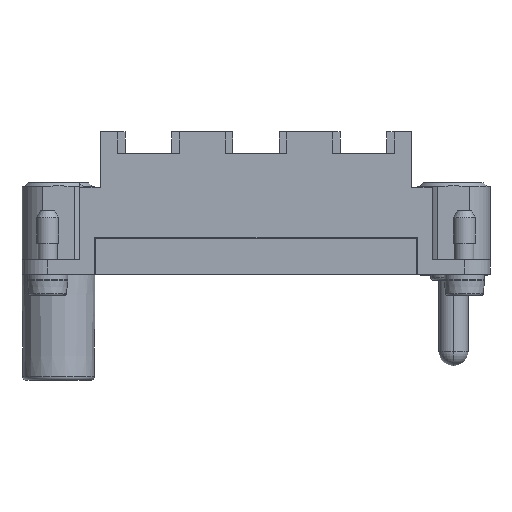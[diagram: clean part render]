
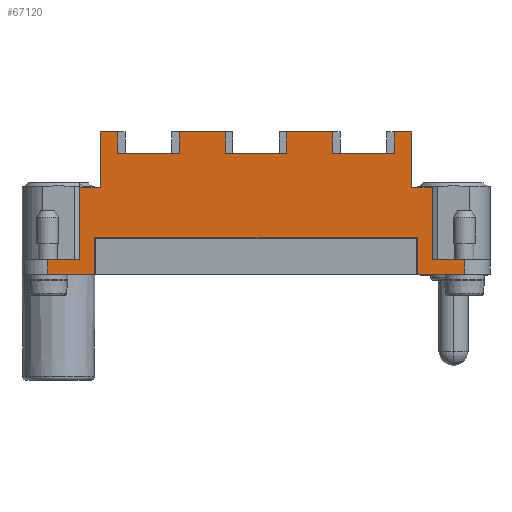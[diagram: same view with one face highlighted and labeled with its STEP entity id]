
A CAD part, front view. The second image highlights one B-rep face of the part: STEP entity #67120.
In plain terms, the highlighted face is planar.
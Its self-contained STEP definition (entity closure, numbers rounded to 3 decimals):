
#7090=CARTESIAN_POINT('',(-2.752,43.557,-34.));
#7100=VERTEX_POINT('',#7090);
#7130=CARTESIAN_POINT('',(-2.752,0.,-34.));
#7140=DIRECTION('',(0.,-1.,0.));
#7150=VECTOR('',#7140,1.);
#7160=LINE('',#7130,#7150);
#7170=CARTESIAN_POINT('',(-2.752,38.557,-34.));
#7180=VERTEX_POINT('',#7170);
#7190=EDGE_CURVE('',#7100,#7180,#7160,.T.);
#10300=CARTESIAN_POINT('',(8.788,24.057,-34.));
#10310=VERTEX_POINT('',#10300);
#10340=CARTESIAN_POINT('',(8.788,0.,-34.));
#10350=DIRECTION('',(0.,1.,0.));
#10360=VECTOR('',#10350,1.);
#10370=LINE('',#10340,#10360);
#10380=CARTESIAN_POINT('',(8.788,27.057,-34.));
#10390=VERTEX_POINT('',#10380);
#10400=EDGE_CURVE('',#10310,#10390,#10370,.T.);
#12500=CARTESIAN_POINT('',(-4.802,31.757,-34.));
#12510=VERTEX_POINT('',#12500);
#12540=CARTESIAN_POINT('',(-4.802,0.,-34.));
#12550=DIRECTION('',(0.,-1.,0.));
#12560=VECTOR('',#12550,1.);
#12570=LINE('',#12540,#12560);
#12580=CARTESIAN_POINT('',(-4.802,41.557,-34.));
#12590=VERTEX_POINT('',#12580);
#12600=EDGE_CURVE('',#12590,#12510,#12570,.T.);
#18300=CARTESIAN_POINT('',(43.398,41.557,-34.));
#18310=VERTEX_POINT('',#18300);
#18340=CARTESIAN_POINT('',(43.398,0.,-34.));
#18350=DIRECTION('',(0.,-1.,0.));
#18360=VECTOR('',#18350,1.);
#18370=LINE('',#18340,#18360);
#18380=CARTESIAN_POINT('',(43.398,31.757,-34.));
#18390=VERTEX_POINT('',#18380);
#18400=EDGE_CURVE('',#18310,#18390,#18370,.T.);
#19460=CARTESIAN_POINT('',(47.798,41.557,-34.));
#19470=VERTEX_POINT('',#19460);
#19650=CARTESIAN_POINT('',(47.798,43.557,-34.));
#19660=VERTEX_POINT('',#19650);
#19690=CARTESIAN_POINT('',(47.798,0.,-34.));
#19700=DIRECTION('',(0.,-1.,0.));
#19710=VECTOR('',#19700,1.);
#19720=LINE('',#19690,#19710);
#19730=EDGE_CURVE('',#19660,#19470,#19720,.T.);
#29760=CARTESIAN_POINT('',(0.,31.757,-34.));
#29770=DIRECTION('',(1.,0.,0.));
#29780=VECTOR('',#29770,1.);
#29790=LINE('',#29760,#29780);
#29800=CARTESIAN_POINT('',(40.588,31.757,-34.));
#29810=VERTEX_POINT('',#29800);
#29820=EDGE_CURVE('',#29810,#18390,#29790,.T.);
#30600=CARTESIAN_POINT('',(-2.012,0.,-34.));
#30610=DIRECTION('',(0.,1.,0.));
#30620=VECTOR('',#30610,1.);
#30630=LINE('',#30600,#30620);
#30640=CARTESIAN_POINT('',(-2.012,24.057,-34.));
#30650=VERTEX_POINT('',#30640);
#30660=CARTESIAN_POINT('',(-2.012,31.757,-34.));
#30670=VERTEX_POINT('',#30660);
#30680=EDGE_CURVE('',#30650,#30670,#30630,.T.);
#31210=CARTESIAN_POINT('',(38.188,24.057,-34.));
#31220=VERTEX_POINT('',#31210);
#31250=CARTESIAN_POINT('',(38.188,0.,-34.));
#31260=DIRECTION('',(0.,1.,0.));
#31270=VECTOR('',#31260,1.);
#31280=LINE('',#31250,#31270);
#31290=CARTESIAN_POINT('',(38.188,27.057,-34.));
#31300=VERTEX_POINT('',#31290);
#31310=EDGE_CURVE('',#31220,#31300,#31280,.T.);
#31680=CARTESIAN_POINT('',(23.488,24.057,-34.));
#31690=VERTEX_POINT('',#31680);
#31720=CARTESIAN_POINT('',(23.488,0.,-34.));
#31730=DIRECTION('',(0.,1.,0.));
#31740=VECTOR('',#31730,1.);
#31750=LINE('',#31720,#31740);
#31760=CARTESIAN_POINT('',(23.488,27.057,-34.));
#31770=VERTEX_POINT('',#31760);
#31780=EDGE_CURVE('',#31690,#31770,#31750,.T.);
#35680=CARTESIAN_POINT('',(0.388,27.057,-34.));
#35690=VERTEX_POINT('',#35680);
#35740=CARTESIAN_POINT('',(0.388,0.,-34.));
#35750=DIRECTION('',(0.,-1.,0.));
#35760=VECTOR('',#35750,1.);
#35770=LINE('',#35740,#35760);
#35780=CARTESIAN_POINT('',(0.388,24.057,-34.));
#35790=VERTEX_POINT('',#35780);
#35800=EDGE_CURVE('',#35690,#35790,#35770,.T.);
#36570=CARTESIAN_POINT('',(41.348,38.557,-34.));
#36580=VERTEX_POINT('',#36570);
#36700=CARTESIAN_POINT('',(0.,38.557,-34.));
#36710=DIRECTION('',(1.,0.,0.));
#36720=VECTOR('',#36710,1.);
#36730=LINE('',#36700,#36720);
#36740=EDGE_CURVE('',#7180,#36580,#36730,.T.);
#38380=CARTESIAN_POINT('',(29.788,27.057,-34.));
#38390=VERTEX_POINT('',#38380);
#38440=CARTESIAN_POINT('',(29.788,0.,-34.));
#38450=DIRECTION('',(0.,-1.,0.));
#38460=VECTOR('',#38450,1.);
#38470=LINE('',#38440,#38460);
#38480=CARTESIAN_POINT('',(29.788,24.057,-34.));
#38490=VERTEX_POINT('',#38480);
#38500=EDGE_CURVE('',#38390,#38490,#38470,.T.);
#41420=CARTESIAN_POINT('',(15.088,27.057,-34.));
#41430=VERTEX_POINT('',#41420);
#41480=CARTESIAN_POINT('',(15.088,0.,-34.));
#41490=DIRECTION('',(0.,-1.,0.));
#41500=VECTOR('',#41490,1.);
#41510=LINE('',#41480,#41500);
#41520=CARTESIAN_POINT('',(15.088,24.057,-34.));
#41530=VERTEX_POINT('',#41520);
#41540=EDGE_CURVE('',#41430,#41530,#41510,.T.);
#41890=CARTESIAN_POINT('',(40.588,24.057,-34.));
#41900=VERTEX_POINT('',#41890);
#42020=CARTESIAN_POINT('',(40.588,0.,-34.));
#42030=DIRECTION('',(0.,-1.,0.));
#42040=VECTOR('',#42030,1.);
#42050=LINE('',#42020,#42040);
#42060=EDGE_CURVE('',#29810,#41900,#42050,.T.);
#49020=CARTESIAN_POINT('',(0.,31.757,-34.));
#49030=DIRECTION('',(1.,0.,0.));
#49040=VECTOR('',#49030,1.);
#49050=LINE('',#49020,#49040);
#49060=EDGE_CURVE('',#12510,#30670,#49050,.T.);
#64930=CARTESIAN_POINT('',(0.,41.557,-34.));
#64940=DIRECTION('',(-1.,0.,0.));
#64950=VECTOR('',#64940,1.);
#64960=LINE('',#64930,#64950);
#64970=CARTESIAN_POINT('',(-9.202,41.557,-34.));
#64980=VERTEX_POINT('',#64970);
#64990=EDGE_CURVE('',#12590,#64980,#64960,.T.);
#66170=CARTESIAN_POINT('',(68.898,44.557,-34.));
#66180=DIRECTION('',(0.,0.,-1.));
#66190=DIRECTION('',(1.,0.,0.));
#66200=AXIS2_PLACEMENT_3D('',#66170,#66180,#66190);
#66210=PLANE('',#66200);
#66220=ORIENTED_EDGE('',*,*,#12600,.F.);
#66230=ORIENTED_EDGE('',*,*,#49060,.F.);
#66240=ORIENTED_EDGE('',*,*,#30680,.T.);
#66250=CARTESIAN_POINT('',(0.,24.057,-34.));
#66260=DIRECTION('',(1.,0.,0.));
#66270=VECTOR('',#66260,1.);
#66280=LINE('',#66250,#66270);
#66290=EDGE_CURVE('',#30650,#35790,#66280,.T.);
#66300=ORIENTED_EDGE('',*,*,#66290,.F.);
#66310=ORIENTED_EDGE('',*,*,#35800,.T.);
#66320=CARTESIAN_POINT('',(0.,27.057,-34.));
#66330=DIRECTION('',(-1.,0.,0.));
#66340=VECTOR('',#66330,1.);
#66350=LINE('',#66320,#66340);
#66360=EDGE_CURVE('',#10390,#35690,#66350,.T.);
#66370=ORIENTED_EDGE('',*,*,#66360,.T.);
#66380=ORIENTED_EDGE('',*,*,#10400,.T.);
#66390=CARTESIAN_POINT('',(0.,24.057,-34.));
#66400=DIRECTION('',(1.,0.,0.));
#66410=VECTOR('',#66400,1.);
#66420=LINE('',#66390,#66410);
#66430=EDGE_CURVE('',#10310,#41530,#66420,.T.);
#66440=ORIENTED_EDGE('',*,*,#66430,.F.);
#66450=ORIENTED_EDGE('',*,*,#41540,.T.);
#66460=CARTESIAN_POINT('',(0.,27.057,-34.));
#66470=DIRECTION('',(-1.,0.,0.));
#66480=VECTOR('',#66470,1.);
#66490=LINE('',#66460,#66480);
#66500=EDGE_CURVE('',#31770,#41430,#66490,.T.);
#66510=ORIENTED_EDGE('',*,*,#66500,.T.);
#66520=ORIENTED_EDGE('',*,*,#31780,.T.);
#66530=CARTESIAN_POINT('',(0.,24.057,-34.));
#66540=DIRECTION('',(-1.,0.,0.));
#66550=VECTOR('',#66540,1.);
#66560=LINE('',#66530,#66550);
#66570=EDGE_CURVE('',#38490,#31690,#66560,.T.);
#66580=ORIENTED_EDGE('',*,*,#66570,.T.);
#66590=ORIENTED_EDGE('',*,*,#38500,.T.);
#66600=CARTESIAN_POINT('',(0.,27.057,-34.));
#66610=DIRECTION('',(-1.,0.,0.));
#66620=VECTOR('',#66610,1.);
#66630=LINE('',#66600,#66620);
#66640=EDGE_CURVE('',#31300,#38390,#66630,.T.);
#66650=ORIENTED_EDGE('',*,*,#66640,.T.);
#66660=ORIENTED_EDGE('',*,*,#31310,.T.);
#66670=EDGE_CURVE('',#41900,#31220,#66560,.T.);
#66680=ORIENTED_EDGE('',*,*,#66670,.T.);
#66690=ORIENTED_EDGE('',*,*,#42060,.T.);
#66700=ORIENTED_EDGE('',*,*,#29820,.F.);
#66710=ORIENTED_EDGE('',*,*,#18400,.T.);
#66720=CARTESIAN_POINT('',(0.,41.557,-34.));
#66730=DIRECTION('',(1.,0.,0.));
#66740=VECTOR('',#66730,1.);
#66750=LINE('',#66720,#66740);
#66760=EDGE_CURVE('',#18310,#19470,#66750,.T.);
#66770=ORIENTED_EDGE('',*,*,#66760,.F.);
#66780=ORIENTED_EDGE('',*,*,#19730,.T.);
#66790=CARTESIAN_POINT('',(0.,43.557,-34.));
#66800=DIRECTION('',(-1.,0.,0.));
#66810=VECTOR('',#66800,1.);
#66820=LINE('',#66790,#66810);
#66830=CARTESIAN_POINT('',(41.348,43.557,-34.));
#66840=VERTEX_POINT('',#66830);
#66850=EDGE_CURVE('',#19660,#66840,#66820,.T.);
#66860=ORIENTED_EDGE('',*,*,#66850,.F.);
#66870=CARTESIAN_POINT('',(41.348,0.,-34.));
#66880=DIRECTION('',(0.,1.,0.));
#66890=VECTOR('',#66880,1.);
#66900=LINE('',#66870,#66890);
#66910=EDGE_CURVE('',#36580,#66840,#66900,.T.);
#66920=ORIENTED_EDGE('',*,*,#66910,.T.);
#66930=ORIENTED_EDGE('',*,*,#36740,.T.);
#66940=ORIENTED_EDGE('',*,*,#7190,.T.);
#66950=CARTESIAN_POINT('',(-4.752,43.557,-34.));
#66960=DIRECTION('',(1.,0.,0.));
#66970=VECTOR('',#66960,1.);
#66980=LINE('',#66950,#66970);
#66990=CARTESIAN_POINT('',(-9.202,43.557,-34.));
#67000=VERTEX_POINT('',#66990);
#67010=EDGE_CURVE('',#67000,#7100,#66980,.T.);
#67020=ORIENTED_EDGE('',*,*,#67010,.T.);
#67030=CARTESIAN_POINT('',(-9.202,0.,-34.));
#67040=DIRECTION('',(0.,-1.,0.));
#67050=VECTOR('',#67040,1.);
#67060=LINE('',#67030,#67050);
#67070=EDGE_CURVE('',#67000,#64980,#67060,.T.);
#67080=ORIENTED_EDGE('',*,*,#67070,.F.);
#67090=ORIENTED_EDGE('',*,*,#64990,.T.);
#67100=EDGE_LOOP('',(#67090,#67080,#67020,#66940,#66930,#66920,#66860,
#66780,#66770,#66710,#66700,#66690,#66680,#66660,#66650,#66590,#66580,
#66520,#66510,#66450,#66440,#66380,#66370,#66310,#66300,#66240,#66230,
#66220));
#67110=FACE_OUTER_BOUND('',#67100,.T.);
#67120=ADVANCED_FACE('',(#67110),#66210,.T.);
